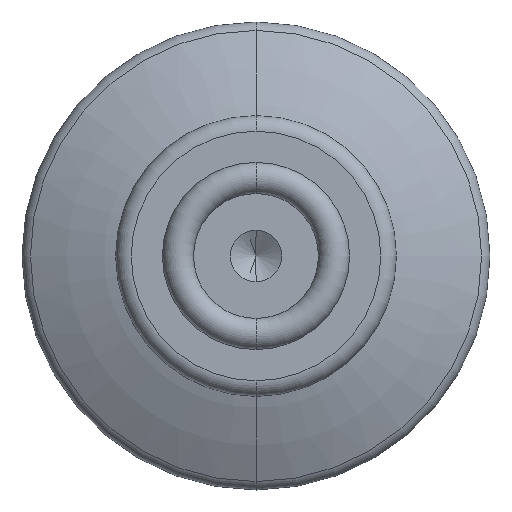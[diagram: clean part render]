
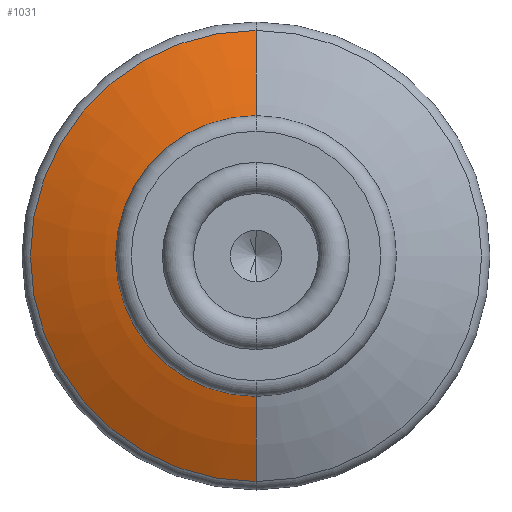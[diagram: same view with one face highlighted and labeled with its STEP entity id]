
A CAD part, front view. The second image highlights one B-rep face of the part: STEP entity #1031.
In plain terms, the highlighted toroidal (fillet/blend) face has major radius 3.414 mm and minor radius 39 mm.
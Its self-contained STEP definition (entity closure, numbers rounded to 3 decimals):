
#59 = CARTESIAN_POINT ( 'NONE',  ( 0., 24.781, 0. ) ) ;
#73 = CARTESIAN_POINT ( 'NONE',  ( 0., 59.445, 0. ) ) ;
#90 = EDGE_CURVE ( 'NONE', #93, #672, #1021, .T. ) ;
#92 = CARTESIAN_POINT ( 'NONE',  ( 0., 21.932, -7.252 ) ) ;
#93 = VERTEX_POINT ( 'NONE', #1001 ) ;
#118 = VERTEX_POINT ( 'NONE', #930 ) ;
#138 = DIRECTION ( 'NONE',  ( 0., -1., 0. ) ) ;
#248 = DIRECTION ( 'NONE',  ( 0., 0., -1. ) ) ;
#292 = CIRCLE ( 'NONE', #571, 39. ) ;
#332 = AXIS2_PLACEMENT_3D ( 'NONE', #808, #138, #636 ) ;
#393 = ORIENTED_EDGE ( 'NONE', *, *, #455, .F. ) ;
#443 = ORIENTED_EDGE ( 'NONE', *, *, #939, .F. ) ;
#455 = EDGE_CURVE ( 'NONE', #93, #118, #973, .T. ) ;
#462 = DIRECTION ( 'NONE',  ( 0., -1., 0. ) ) ;
#474 = AXIS2_PLACEMENT_3D ( 'NONE', #73, #462, #248 ) ;
#571 = AXIS2_PLACEMENT_3D ( 'NONE', #992, #1194, #1092 ) ;
#603 = AXIS2_PLACEMENT_3D ( 'NONE', #59, #1024, #1219 ) ;
#636 = DIRECTION ( 'NONE',  ( 0., 0., -1. ) ) ;
#672 = VERTEX_POINT ( 'NONE', #742 ) ;
#742 = CARTESIAN_POINT ( 'NONE',  ( 0., 24.781, -14.458 ) ) ;
#790 = CARTESIAN_POINT ( 'NONE',  ( 0., 59.445, -3.415 ) ) ;
#808 = CARTESIAN_POINT ( 'NONE',  ( 0., 21.932, 0. ) ) ;
#855 = AXIS2_PLACEMENT_3D ( 'NONE', #790, #1172, #1164 ) ;
#866 = EDGE_CURVE ( 'NONE', #672, #1216, #292, .T. ) ;
#877 = CIRCLE ( 'NONE', #332, 7.252 ) ;
#930 = CARTESIAN_POINT ( 'NONE',  ( 0., 21.932, 7.252 ) ) ;
#939 = EDGE_CURVE ( 'NONE', #118, #1216, #877, .T. ) ;
#946 = FACE_OUTER_BOUND ( 'NONE', #1162, .T. ) ;
#973 = CIRCLE ( 'NONE', #855, 39. ) ;
#992 = CARTESIAN_POINT ( 'NONE',  ( 0., 59.445, 3.415 ) ) ;
#1001 = CARTESIAN_POINT ( 'NONE',  ( 0., 24.781, 14.458 ) ) ;
#1013 = TOROIDAL_SURFACE ( 'NONE', #474, -3.415, 39. ) ;
#1021 = CIRCLE ( 'NONE', #603, 14.458 ) ;
#1024 = DIRECTION ( 'NONE',  ( 0., -1., 0. ) ) ;
#1031 = ADVANCED_FACE ( 'NONE', ( #946 ), #1013, .T. ) ;
#1053 = ORIENTED_EDGE ( 'NONE', *, *, #90, .T. ) ;
#1092 = DIRECTION ( 'NONE',  ( 0., 0., 1. ) ) ;
#1142 = ORIENTED_EDGE ( 'NONE', *, *, #866, .T. ) ;
#1162 = EDGE_LOOP ( 'NONE', ( #393, #1053, #1142, #443 ) ) ;
#1164 = DIRECTION ( 'NONE',  ( 0., 0., -1. ) ) ;
#1172 = DIRECTION ( 'NONE',  ( 1., 0., 0. ) ) ;
#1194 = DIRECTION ( 'NONE',  ( -1., 0., 0. ) ) ;
#1216 = VERTEX_POINT ( 'NONE', #92 ) ;
#1219 = DIRECTION ( 'NONE',  ( 0., 0., -1. ) ) ;
